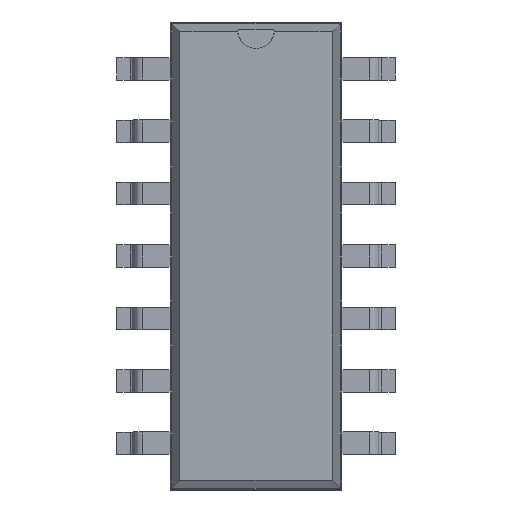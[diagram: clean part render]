
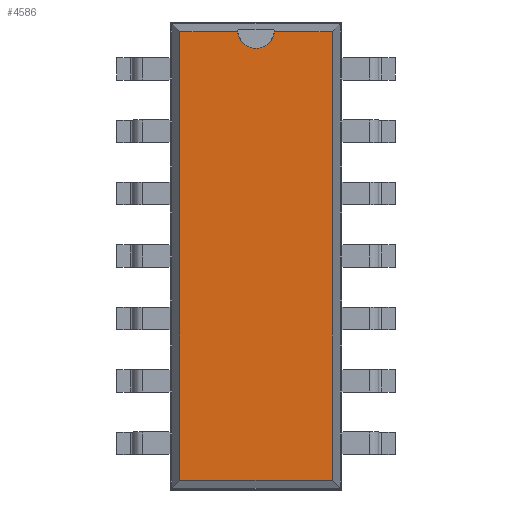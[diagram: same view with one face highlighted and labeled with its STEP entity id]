
A CAD part, top view. The second image highlights one B-rep face of the part: STEP entity #4586.
In plain terms, the highlighted planar face has unit normal (0, 0, 1).
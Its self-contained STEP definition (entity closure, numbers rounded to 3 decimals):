
#26=VECTOR('',#27,1.);
#27=DIRECTION('',(0.,1.,0.));
#33=VECTOR('',#34,1.);
#34=DIRECTION('',(-1.,0.,0.));
#40=VECTOR('',#41,1.);
#41=DIRECTION('',(0.,-1.,0.));
#45=VECTOR('',#46,1.);
#46=DIRECTION('',(1.,0.,0.));
#49=DIRECTION('',(0.,0.,-1.));
#963=DIRECTION('',(0.,0.,-1.));
#3103=VERTEX_POINT('',#3104);
#3104=CARTESIAN_POINT('',(3.101,9.126,3.68));
#3106=ORIENTED_EDGE('',*,*,#3107,.F.);
#3107=EDGE_CURVE('',#3108,#3103,#3110,.T.);
#3108=VERTEX_POINT('',#3109);
#3109=CARTESIAN_POINT('',(3.101,-9.126,3.68));
#3110=LINE('',#3109,#26);
#3814=VERTEX_POINT('',#3815);
#3815=CARTESIAN_POINT('',(-3.101,9.126,3.68));
#3817=ORIENTED_EDGE('',*,*,#3818,.F.);
#3818=EDGE_CURVE('',#3819,#3814,#3821,.T.);
#3819=VERTEX_POINT('',#3820);
#3820=CARTESIAN_POINT('',(-0.746,9.126,3.68));
#3821=LINE('',#3104,#33);
#3840=VERTEX_POINT('',#3841);
#3841=CARTESIAN_POINT('',(0.746,9.126,3.68));
#3847=ORIENTED_EDGE('',*,*,#3848,.F.);
#3848=EDGE_CURVE('',#3103,#3840,#3821,.T.);
#3877=VERTEX_POINT('',#3878);
#3878=CARTESIAN_POINT('',(-3.101,-9.126,3.68));
#3880=ORIENTED_EDGE('',*,*,#3881,.F.);
#3881=EDGE_CURVE('',#3814,#3877,#3882,.T.);
#3882=LINE('',#3815,#40);
#4581=ORIENTED_EDGE('',*,*,#4582,.F.);
#4582=EDGE_CURVE('',#3877,#3108,#4583,.T.);
#4583=LINE('',#3878,#45);
#4586=ADVANCED_FACE('',(#4587),#4598,.F.);
#4587=FACE_BOUND('',#4588,.F.);
#4588=EDGE_LOOP('',(#3106,#4581,#3880,#3817,#4589,#4596,#3847));
#4589=ORIENTED_EDGE('',*,*,#4590,.F.);
#4590=EDGE_CURVE('',#4591,#3819,#4593,.T.);
#4591=VERTEX_POINT('',#4592);
#4592=CARTESIAN_POINT('',(0.,8.451,3.68));
#4593=CIRCLE('',#4594,0.75);
#4594=AXIS2_PLACEMENT_3D('',#4595,#963,#41);
#4595=CARTESIAN_POINT('',(0.,9.201,3.68));
#4596=ORIENTED_EDGE('',*,*,#4597,.F.);
#4597=EDGE_CURVE('',#3840,#4591,#4593,.T.);
#4598=PLANE('',#4599);
#4599=AXIS2_PLACEMENT_3D('',#3109,#49,#4600);
#4600=DIRECTION('',(-0.322,0.947,0.));
